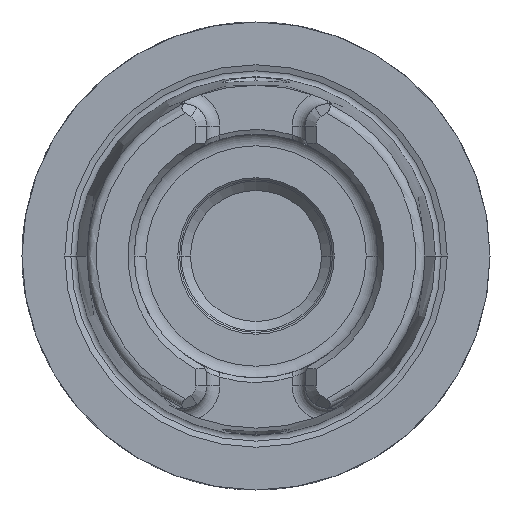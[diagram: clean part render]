
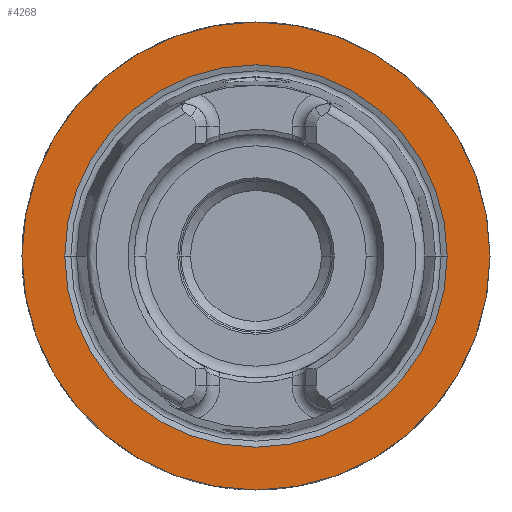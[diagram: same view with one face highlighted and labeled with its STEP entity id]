
A CAD part, left-side view. The second image highlights one B-rep face of the part: STEP entity #4268.
In plain terms, the highlighted planar face has unit normal (-1, 0, 0).
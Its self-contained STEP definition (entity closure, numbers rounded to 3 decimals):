
#867=CARTESIAN_POINT('',(0.,0.,0.));
#868=DIRECTION('',(1.,0.,0.));
#869=DIRECTION('',(0.,1.,0.));
#870=AXIS2_PLACEMENT_3D('',#867,#868,#869);
#872=CARTESIAN_POINT('',(0.,0.,0.));
#873=DIRECTION('',(-1.,0.,0.));
#874=DIRECTION('',(0.,1.,0.));
#875=AXIS2_PLACEMENT_3D('',#872,#873,#874);
#877=CARTESIAN_POINT('',(0.,0.,0.));
#878=DIRECTION('',(-1.,0.,0.));
#879=DIRECTION('',(0.,-1.,0.));
#880=AXIS2_PLACEMENT_3D('',#877,#878,#879);
#882=CARTESIAN_POINT('',(0.,0.,0.));
#883=DIRECTION('',(-1.,0.,0.));
#884=DIRECTION('',(0.,1.,0.));
#885=AXIS2_PLACEMENT_3D('',#882,#883,#884);
#2818=CARTESIAN_POINT('',(0.,-20.425,0.));
#2819=VERTEX_POINT('',#2818);
#2820=CARTESIAN_POINT('',(0.,20.425,0.));
#2821=VERTEX_POINT('',#2820);
#3160=CARTESIAN_POINT('',(0.,25.,0.));
#3161=CARTESIAN_POINT('',(0.,-25.,0.));
#3162=VERTEX_POINT('',#3160);
#3163=VERTEX_POINT('',#3161);
#4253=CARTESIAN_POINT('',(0.,0.,0.));
#4254=DIRECTION('',(1.,0.,0.));
#4255=DIRECTION('',(0.,-1.,0.));
#4256=AXIS2_PLACEMENT_3D('',#4253,#4254,#4255);
#4257=PLANE('',#4256);
#4259=ORIENTED_EDGE('',*,*,#4258,.T.);
#4261=ORIENTED_EDGE('',*,*,#4260,.F.);
#4262=EDGE_LOOP('',(#4259,#4261));
#4263=FACE_OUTER_BOUND('',#4262,.F.);
#4264=ORIENTED_EDGE('',*,*,#4248,.T.);
#4265=ORIENTED_EDGE('',*,*,#4232,.T.);
#4266=EDGE_LOOP('',(#4264,#4265));
#4267=FACE_BOUND('',#4266,.F.);
#4268=ADVANCED_FACE('',(#4263,#4267),#4257,.F.);
#871=CIRCLE('',#870,25.);
#876=CIRCLE('',#875,25.);
#881=CIRCLE('',#880,20.425);
#886=CIRCLE('',#885,20.425);
#4232=EDGE_CURVE('',#2821,#2819,#886,.T.);
#4248=EDGE_CURVE('',#2819,#2821,#881,.T.);
#4258=EDGE_CURVE('',#3162,#3163,#871,.T.);
#4260=EDGE_CURVE('',#3162,#3163,#876,.T.);
